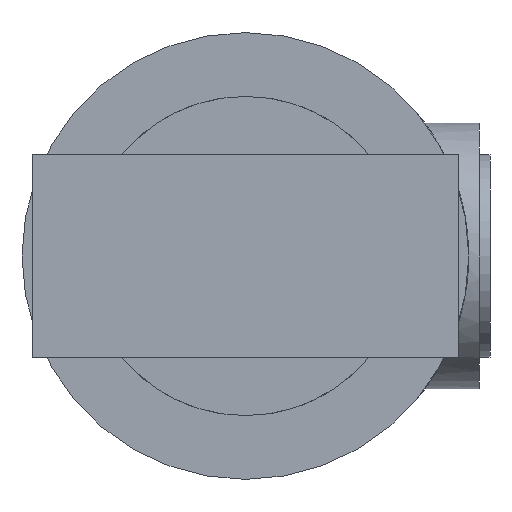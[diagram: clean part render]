
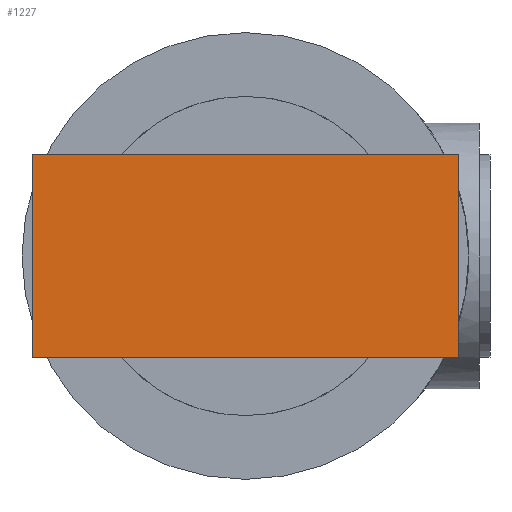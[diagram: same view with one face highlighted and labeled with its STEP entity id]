
A CAD part, front view. The second image highlights one B-rep face of the part: STEP entity #1227.
In plain terms, the highlighted planar face has unit normal (0, -1, 0).
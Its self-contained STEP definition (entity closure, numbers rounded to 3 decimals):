
#8 = VERTEX_POINT ( 'NONE', #1474 ) ;
#21 = EDGE_CURVE ( 'NONE', #435, #487, #28, .T. ) ;
#28 = LINE ( 'NONE', #997, #1406 ) ;
#40 = CARTESIAN_POINT ( 'NONE',  ( 20., -24.35, -9.5 ) ) ;
#81 = DIRECTION ( 'NONE',  ( 0., 1., 0. ) ) ;
#90 = DIRECTION ( 'NONE',  ( -1., 0., 0. ) ) ;
#105 = ORIENTED_EDGE ( 'NONE', *, *, #455, .T. ) ;
#153 = LINE ( 'NONE', #1097, #398 ) ;
#214 = FACE_OUTER_BOUND ( 'NONE', #1459, .T. ) ;
#383 = AXIS2_PLACEMENT_3D ( 'NONE', #546, #81, #1513 ) ;
#397 = CARTESIAN_POINT ( 'NONE',  ( -20., -24.35, 9.5 ) ) ;
#398 = VECTOR ( 'NONE', #621, 1000. ) ;
#435 = VERTEX_POINT ( 'NONE', #1352 ) ;
#455 = EDGE_CURVE ( 'NONE', #459, #8, #153, .T. ) ;
#459 = VERTEX_POINT ( 'NONE', #397 ) ;
#463 = EDGE_CURVE ( 'NONE', #435, #459, #512, .T. ) ;
#487 = VERTEX_POINT ( 'NONE', #40 ) ;
#508 = DIRECTION ( 'NONE',  ( 0., 0., -1. ) ) ;
#512 = LINE ( 'NONE', #1243, #1099 ) ;
#546 = CARTESIAN_POINT ( 'NONE',  ( 20., -24.35, 9.5 ) ) ;
#567 = CARTESIAN_POINT ( 'NONE',  ( 20., -24.35, -9.5 ) ) ;
#583 = ORIENTED_EDGE ( 'NONE', *, *, #463, .T. ) ;
#621 = DIRECTION ( 'NONE',  ( 0., 0., -1. ) ) ;
#678 = LINE ( 'NONE', #567, #860 ) ;
#860 = VECTOR ( 'NONE', #90, 1000. ) ;
#958 = EDGE_CURVE ( 'NONE', #487, #8, #678, .T. ) ;
#979 = ORIENTED_EDGE ( 'NONE', *, *, #958, .F. ) ;
#997 = CARTESIAN_POINT ( 'NONE',  ( 20., -24.35, 9.5 ) ) ;
#1097 = CARTESIAN_POINT ( 'NONE',  ( -20., -24.35, 9.5 ) ) ;
#1099 = VECTOR ( 'NONE', #1217, 1000. ) ;
#1217 = DIRECTION ( 'NONE',  ( -1., 0., 0. ) ) ;
#1227 = ADVANCED_FACE ( 'NONE', ( #214 ), #1521, .F. ) ;
#1243 = CARTESIAN_POINT ( 'NONE',  ( 20., -24.35, 9.5 ) ) ;
#1352 = CARTESIAN_POINT ( 'NONE',  ( 20., -24.35, 9.5 ) ) ;
#1358 = ORIENTED_EDGE ( 'NONE', *, *, #21, .F. ) ;
#1406 = VECTOR ( 'NONE', #508, 1000. ) ;
#1459 = EDGE_LOOP ( 'NONE', ( #105, #979, #1358, #583 ) ) ;
#1474 = CARTESIAN_POINT ( 'NONE',  ( -20., -24.35, -9.5 ) ) ;
#1513 = DIRECTION ( 'NONE',  ( 0., 0., 1. ) ) ;
#1521 = PLANE ( 'NONE',  #383 ) ;
